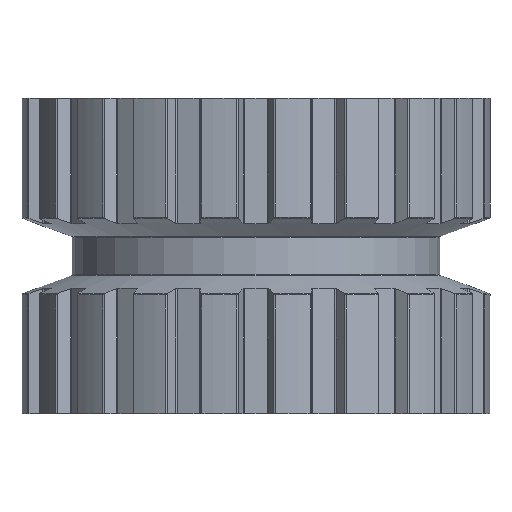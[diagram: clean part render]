
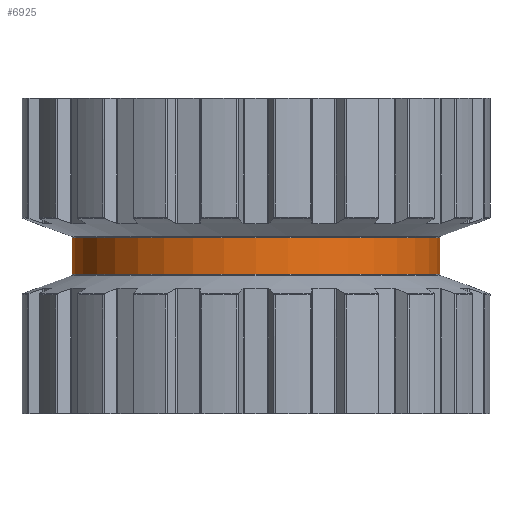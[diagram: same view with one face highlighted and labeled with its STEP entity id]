
A CAD part, front view. The second image highlights one B-rep face of the part: STEP entity #6925.
In plain terms, the highlighted cylindrical face has radius 31.115 mm (diameter 62.23 mm), a full revolution.
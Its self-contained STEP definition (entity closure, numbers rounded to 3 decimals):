
#673=LINE('',#12127,#1119);
#1119=VECTOR('',#8954,31.115);
#1430=CYLINDRICAL_SURFACE('',#7535,31.115);
#1724=FACE_OUTER_BOUND('',#2099,.T.);
#2099=EDGE_LOOP('',(#5571,#5572,#5573,#5574,#5575));
#2291=CIRCLE('',#7167,31.115);
#2292=CIRCLE('',#7168,31.115);
#2435=CIRCLE('',#7534,31.115);
#2633=VERTEX_POINT('',#10108);
#2634=VERTEX_POINT('',#10110);
#2997=VERTEX_POINT('',#12123);
#3370=EDGE_CURVE('',#2633,#2634,#2291,.T.);
#3371=EDGE_CURVE('',#2634,#2633,#2292,.T.);
#3916=EDGE_CURVE('',#2997,#2997,#2435,.T.);
#3917=EDGE_CURVE('',#2997,#2634,#673,.T.);
#5571=ORIENTED_EDGE('',*,*,#3916,.F.);
#5572=ORIENTED_EDGE('',*,*,#3917,.T.);
#5573=ORIENTED_EDGE('',*,*,#3370,.F.);
#5574=ORIENTED_EDGE('',*,*,#3371,.F.);
#5575=ORIENTED_EDGE('',*,*,#3917,.F.);
#6925=ADVANCED_FACE('',(#1724),#1430,.T.);
#7167=AXIS2_PLACEMENT_3D('',#10111,#7995,#7996);
#7168=AXIS2_PLACEMENT_3D('',#10112,#7997,#7998);
#7534=AXIS2_PLACEMENT_3D('',#12125,#8950,#8951);
#7535=AXIS2_PLACEMENT_3D('',#12126,#8952,#8953);
#7995=DIRECTION('center_axis',(0.,0.,
1.));
#7996=DIRECTION('ref_axis',(1.,0.,0.));
#7997=DIRECTION('center_axis',(0.,0.,
1.));
#7998=DIRECTION('ref_axis',(1.,0.,0.));
#8950=DIRECTION('center_axis',(0.,0.,
-1.));
#8951=DIRECTION('ref_axis',(-1.,0.,0.));
#8952=DIRECTION('center_axis',(0.,0.,
-1.));
#8953=DIRECTION('ref_axis',(-1.,0.,0.));
#8954=DIRECTION('',(0.,0.,1.));
#10108=CARTESIAN_POINT('',(8.636,0.,-23.578));
#10110=CARTESIAN_POINT('',(70.866,0.,-23.578));
#10111=CARTESIAN_POINT('Origin',(39.751,0.,
-23.578));
#10112=CARTESIAN_POINT('Origin',(39.751,0.,
-23.578));
#12123=CARTESIAN_POINT('',(70.866,0.,-29.762));
#12125=CARTESIAN_POINT('Origin',(39.751,0.,-29.762));
#12126=CARTESIAN_POINT('Origin',(39.751,0.,
-55.751));
#12127=CARTESIAN_POINT('',(70.866,0.,-55.751));
